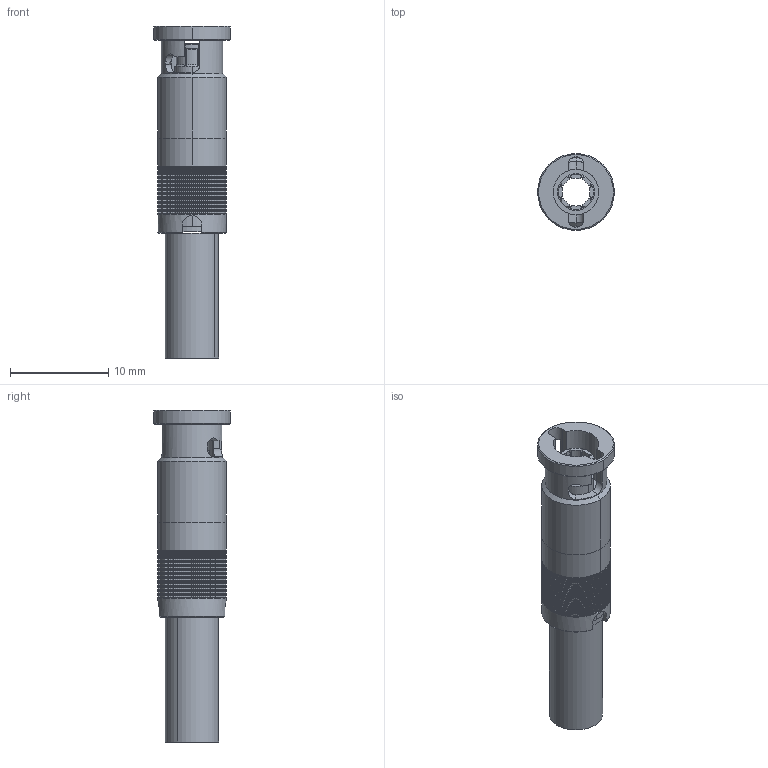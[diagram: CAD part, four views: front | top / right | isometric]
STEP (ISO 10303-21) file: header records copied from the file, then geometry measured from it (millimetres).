
FILE_DESCRIPTION (( 'STEP AP214' ), '1' );
FILE_NAME ('67-005-B66-BH.STEP', '2024-07-30T09:46:20', ( '' ), ( '' ), 'SwSTEP 2.0', 'SolidWorks 2023', '' );
FILE_SCHEMA (( 'AUTOMOTIVE_DESIGN' ));
Length unit declared in the file: millimetre
Products named in the file (1): 67-005-B66-BH
Bounding box: 7.82 x 7.82 x 33.82 mm (x, y, z)
Surface area: 1511.7 mm2 (no closed solid volume)
Topology: 0 solids, 7 shells, 6342 faces, 12956 edges, 6614 vertices
Faces by surface type: cone 2523, plane 2522, cylinder 1297
Entity records: 163724 total; most frequent: CARTESIAN_POINT 41137, ORIENTED_EDGE 25810, DIRECTION 24592, EDGE_CURVE 12956, AXIS2_PLACEMENT_3D 10337, VERTEX_POINT 6614, EDGE_LOOP 6350, FACE_OUTER_BOUND 6342
